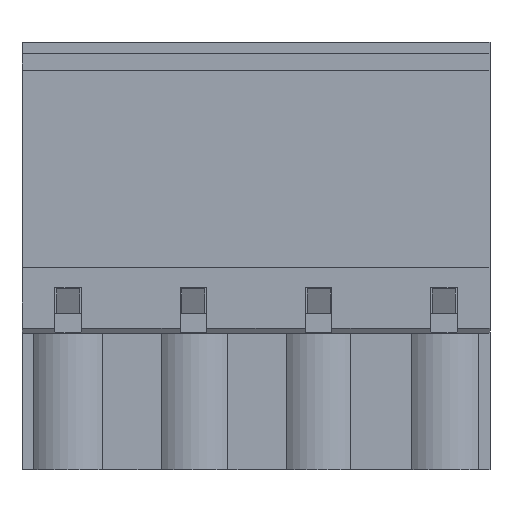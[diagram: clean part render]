
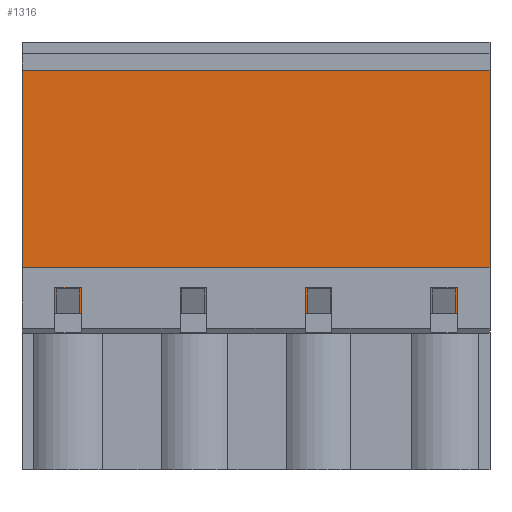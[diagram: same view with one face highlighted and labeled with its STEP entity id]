
A CAD part, front view. The second image highlights one B-rep face of the part: STEP entity #1316.
In plain terms, the highlighted planar face has unit normal (0, -1, 0).
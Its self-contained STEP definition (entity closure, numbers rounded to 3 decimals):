
#1316 = ADVANCED_FACE( '', ( #2740 ), #2741, .T. );
#2740 = FACE_OUTER_BOUND( '', #4334, .T. );
#2741 = PLANE( '', #4335 );
#4334 = EDGE_LOOP( '', ( #7848, #7849, #7850, #7851, #7852, #7853, #7854, #7855, #7856, #7857, #7858, #7859, #7860, #7861, #7862, #7863, #7864, #7865, #7866, #7867 ) );
#4335 = AXIS2_PLACEMENT_3D( '', #7868, #7869, #7870 );
#7848 = ORIENTED_EDGE( '', *, *, #11132, .T. );
#7849 = ORIENTED_EDGE( '', *, *, #11133, .T. );
#7850 = ORIENTED_EDGE( '', *, *, #11134, .F. );
#7851 = ORIENTED_EDGE( '', *, *, #11135, .T. );
#7852 = ORIENTED_EDGE( '', *, *, #11136, .F. );
#7853 = ORIENTED_EDGE( '', *, *, #10335, .F. );
#7854 = ORIENTED_EDGE( '', *, *, #11137, .F. );
#7855 = ORIENTED_EDGE( '', *, *, #10022, .T. );
#7856 = ORIENTED_EDGE( '', *, *, #10805, .T. );
#7857 = ORIENTED_EDGE( '', *, *, #11086, .F. );
#7858 = ORIENTED_EDGE( '', *, *, #11138, .F. );
#7859 = ORIENTED_EDGE( '', *, *, #10383, .F. );
#7860 = ORIENTED_EDGE( '', *, *, #11139, .T. );
#7861 = ORIENTED_EDGE( '', *, *, #11140, .T. );
#7862 = ORIENTED_EDGE( '', *, *, #11141, .F. );
#7863 = ORIENTED_EDGE( '', *, *, #11142, .F. );
#7864 = ORIENTED_EDGE( '', *, *, #9755, .T. );
#7865 = ORIENTED_EDGE( '', *, *, #10912, .T. );
#7866 = ORIENTED_EDGE( '', *, *, #11143, .F. );
#7867 = ORIENTED_EDGE( '', *, *, #10915, .F. );
#7868 = CARTESIAN_POINT( '', ( 28.46, 0., 0. ) );
#7869 = DIRECTION( '', ( 0., -1., 0. ) );
#7870 = DIRECTION( '', ( 0., 0., -1. ) );
#9755 = EDGE_CURVE( '', #11679, #11677, #11680, .T. );
#10022 = EDGE_CURVE( '', #12127, #12144, #12146, .T. );
#10335 = EDGE_CURVE( '', #12106, #12680, #12681, .T. );
#10383 = EDGE_CURVE( '', #12755, #12756, #12757, .T. );
#10805 = EDGE_CURVE( '', #12144, #13392, #13395, .T. );
#10912 = EDGE_CURVE( '', #11677, #13549, #13550, .T. );
#10915 = EDGE_CURVE( '', #13553, #13554, #13555, .T. );
#11086 = EDGE_CURVE( '', #13781, #13392, #13783, .T. );
#11132 = EDGE_CURVE( '', #13553, #13838, #13839, .T. );
#11133 = EDGE_CURVE( '', #13838, #13840, #13841, .T. );
#11134 = EDGE_CURVE( '', #12104, #13840, #13842, .T. );
#11135 = EDGE_CURVE( '', #12104, #13843, #13844, .T. );
#11136 = EDGE_CURVE( '', #12680, #13843, #13845, .T. );
#11137 = EDGE_CURVE( '', #12127, #12106, #13846, .T. );
#11138 = EDGE_CURVE( '', #12756, #13781, #13847, .T. );
#11139 = EDGE_CURVE( '', #12755, #13848, #13849, .T. );
#11140 = EDGE_CURVE( '', #13848, #13850, #13851, .T. );
#11141 = EDGE_CURVE( '', #13852, #13850, #13853, .T. );
#11142 = EDGE_CURVE( '', #11679, #13852, #13854, .T. );
#11143 = EDGE_CURVE( '', #13554, #13549, #13855, .T. );
#11677 = VERTEX_POINT( '', #14499 );
#11679 = VERTEX_POINT( '', #14502 );
#11680 = LINE( '', #14503, #14504 );
#12104 = VERTEX_POINT( '', #15109 );
#12106 = VERTEX_POINT( '', #15112 );
#12127 = VERTEX_POINT( '', #15142 );
#12144 = VERTEX_POINT( '', #15168 );
#12146 = LINE( '', #15171, #15172 );
#12680 = VERTEX_POINT( '', #15942 );
#12681 = LINE( '', #15943, #15944 );
#12755 = VERTEX_POINT( '', #16053 );
#12756 = VERTEX_POINT( '', #16054 );
#12757 = LINE( '', #16055, #16056 );
#13392 = VERTEX_POINT( '', #17015 );
#13395 = LINE( '', #17019, #17020 );
#13549 = VERTEX_POINT( '', #17244 );
#13550 = LINE( '', #17245, #17246 );
#13553 = VERTEX_POINT( '', #17250 );
#13554 = VERTEX_POINT( '', #17251 );
#13555 = LINE( '', #17252, #17253 );
#13781 = VERTEX_POINT( '', #17592 );
#13783 = LINE( '', #17595, #17596 );
#13838 = VERTEX_POINT( '', #17677 );
#13839 = LINE( '', #17678, #17679 );
#13840 = VERTEX_POINT( '', #17680 );
#13841 = LINE( '', #17681, #17682 );
#13842 = LINE( '', #17683, #17684 );
#13843 = VERTEX_POINT( '', #17685 );
#13844 = LINE( '', #17686, #17687 );
#13845 = LINE( '', #17688, #17689 );
#13846 = LINE( '', #17690, #17691 );
#13847 = LINE( '', #17692, #17693 );
#13848 = VERTEX_POINT( '', #17694 );
#13849 = LINE( '', #17695, #17696 );
#13850 = VERTEX_POINT( '', #17697 );
#13851 = LINE( '', #17698, #17699 );
#13852 = VERTEX_POINT( '', #17700 );
#13853 = LINE( '', #17701, #17702 );
#13854 = LINE( '', #17703, #17704 );
#13855 = LINE( '', #17705, #17706 );
#14499 = CARTESIAN_POINT( '', ( 11.12, 0., 2.4 ) );
#14502 = CARTESIAN_POINT( '', ( 9.72, 0., 2.4 ) );
#14503 = CARTESIAN_POINT( '', ( 9.72, 0., 2.4 ) );
#14504 = VECTOR( '', #18390, 1000. );
#15109 = CARTESIAN_POINT( '', ( 24.96, 0., 0.9 ) );
#15112 = CARTESIAN_POINT( '', ( 26.36, 0., 0.9 ) );
#15142 = CARTESIAN_POINT( '', ( 28.46, 0., 0.9 ) );
#15168 = CARTESIAN_POINT( '', ( 28.46, 0., 15.7 ) );
#15171 = CARTESIAN_POINT( '', ( 28.46, 0., 0. ) );
#15172 = VECTOR( '', #18646, 1000. );
#15942 = CARTESIAN_POINT( '', ( 26.36, 0., 2.4 ) );
#15943 = CARTESIAN_POINT( '', ( 26.36, 0., 0.9 ) );
#15944 = VECTOR( '', #18946, 1000. );
#16053 = CARTESIAN_POINT( '', ( 2.1, 0., 2.4 ) );
#16054 = CARTESIAN_POINT( '', ( 2.1, 0., 0.9 ) );
#16055 = CARTESIAN_POINT( '', ( 2.1, 0., 2.4 ) );
#16056 = VECTOR( '', #18985, 1000. );
#17015 = CARTESIAN_POINT( '', ( 0., 0., 15.7 ) );
#17019 = CARTESIAN_POINT( '', ( 28.46, 0., 15.7 ) );
#17020 = VECTOR( '', #19366, 1000. );
#17244 = CARTESIAN_POINT( '', ( 11.12, 0., 0.9 ) );
#17245 = CARTESIAN_POINT( '', ( 11.12, 0., 2.4 ) );
#17246 = VECTOR( '', #19467, 1000. );
#17250 = CARTESIAN_POINT( '', ( 17.34, 0., 2.4 ) );
#17251 = CARTESIAN_POINT( '', ( 17.34, 0., 0.9 ) );
#17252 = CARTESIAN_POINT( '', ( 17.34, 0., 2.4 ) );
#17253 = VECTOR( '', #19469, 1000. );
#17592 = CARTESIAN_POINT( '', ( 0., 0., 0.9 ) );
#17595 = CARTESIAN_POINT( '', ( 0., 0., 0. ) );
#17596 = VECTOR( '', #19608, 1000. );
#17677 = CARTESIAN_POINT( '', ( 18.74, 0., 2.4 ) );
#17678 = CARTESIAN_POINT( '', ( 17.34, 0., 2.4 ) );
#17679 = VECTOR( '', #19641, 1000. );
#17680 = CARTESIAN_POINT( '', ( 18.74, 0., 0.9 ) );
#17681 = CARTESIAN_POINT( '', ( 18.74, 0., 2.4 ) );
#17682 = VECTOR( '', #19642, 1000. );
#17683 = CARTESIAN_POINT( '', ( 28.46, 0., 0.9 ) );
#17684 = VECTOR( '', #19643, 1000. );
#17685 = CARTESIAN_POINT( '', ( 24.96, 0., 2.4 ) );
#17686 = CARTESIAN_POINT( '', ( 24.96, 0., 0.9 ) );
#17687 = VECTOR( '', #19644, 1000. );
#17688 = CARTESIAN_POINT( '', ( 26.36, 0., 2.4 ) );
#17689 = VECTOR( '', #19645, 1000. );
#17690 = CARTESIAN_POINT( '', ( 28.46, 0., 0.9 ) );
#17691 = VECTOR( '', #19646, 1000. );
#17692 = CARTESIAN_POINT( '', ( 28.46, 0., 0.9 ) );
#17693 = VECTOR( '', #19647, 1000. );
#17694 = CARTESIAN_POINT( '', ( 3.5, 0., 2.4 ) );
#17695 = CARTESIAN_POINT( '', ( 2.1, 0., 2.4 ) );
#17696 = VECTOR( '', #19648, 1000. );
#17697 = CARTESIAN_POINT( '', ( 3.5, 0., 0.9 ) );
#17698 = CARTESIAN_POINT( '', ( 3.5, 0., 2.4 ) );
#17699 = VECTOR( '', #19649, 1000. );
#17700 = CARTESIAN_POINT( '', ( 9.72, 0., 0.9 ) );
#17701 = CARTESIAN_POINT( '', ( 28.46, 0., 0.9 ) );
#17702 = VECTOR( '', #19650, 1000. );
#17703 = CARTESIAN_POINT( '', ( 9.72, 0., 2.4 ) );
#17704 = VECTOR( '', #19651, 1000. );
#17705 = CARTESIAN_POINT( '', ( 28.46, 0., 0.9 ) );
#17706 = VECTOR( '', #19652, 1000. );
#18390 = DIRECTION( '', ( 1., 0., 0. ) );
#18646 = DIRECTION( '', ( 0., 0., 1. ) );
#18946 = DIRECTION( '', ( 0., 0., 1. ) );
#18985 = DIRECTION( '', ( 0., 0., -1. ) );
#19366 = DIRECTION( '', ( -1., 0., 0. ) );
#19467 = DIRECTION( '', ( 0., 0., -1. ) );
#19469 = DIRECTION( '', ( 0., 0., -1. ) );
#19608 = DIRECTION( '', ( 0., 0., 1. ) );
#19641 = DIRECTION( '', ( 1., 0., 0. ) );
#19642 = DIRECTION( '', ( 0., 0., -1. ) );
#19643 = DIRECTION( '', ( -1., 0., 0. ) );
#19644 = DIRECTION( '', ( 0., 0., 1. ) );
#19645 = DIRECTION( '', ( -1., 0., 0. ) );
#19646 = DIRECTION( '', ( -1., 0., 0. ) );
#19647 = DIRECTION( '', ( -1., 0., 0. ) );
#19648 = DIRECTION( '', ( 1., 0., 0. ) );
#19649 = DIRECTION( '', ( 0., 0., -1. ) );
#19650 = DIRECTION( '', ( -1., 0., 0. ) );
#19651 = DIRECTION( '', ( 0., 0., -1. ) );
#19652 = DIRECTION( '', ( -1., 0., 0. ) );
